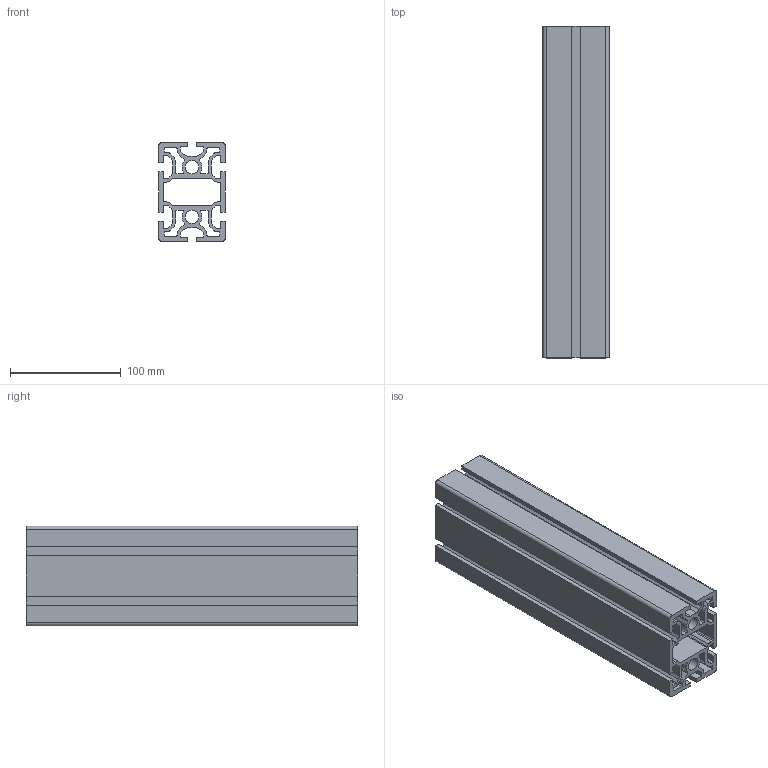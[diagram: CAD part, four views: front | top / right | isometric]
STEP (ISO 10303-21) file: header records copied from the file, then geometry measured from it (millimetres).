
FILE_DESCRIPTION (( 'STEP AP214' ), '1' );
FILE_NAME ('1728145298366.step', '2024-10-05T16:22:01', ( 'Windows User' ), ( '' ), 'SwSTEP 2.0', 'SolidWorks 2011', '' );
FILE_SCHEMA (( 'AUTOMOTIVE_DESIGN' ));
Length unit declared in the file: millimetre
Products named in the file (2): 1.11.060090.64Sx300.00(1); 1728145298366
Assembly tree (1 placements, depth 2):
  1728145298366
    1.11.060090.64Sx300.00(1)
Bounding box: 60 x 300 x 90 mm (x, y, z)
Volume: 637485.7 mm3; surface area: 326218.8 mm2
Topology: 1 solids, 1 shells, 212 faces, 630 edges, 420 vertices
Faces by surface type: plane 110, cylinder 102
Entity records: 7252 total; most frequent: DIRECTION 1266, CARTESIAN_POINT 1266, ORIENTED_EDGE 1260, EDGE_CURVE 630, LINE 426, VECTOR 426, AXIS2_PLACEMENT_3D 420, VERTEX_POINT 420
